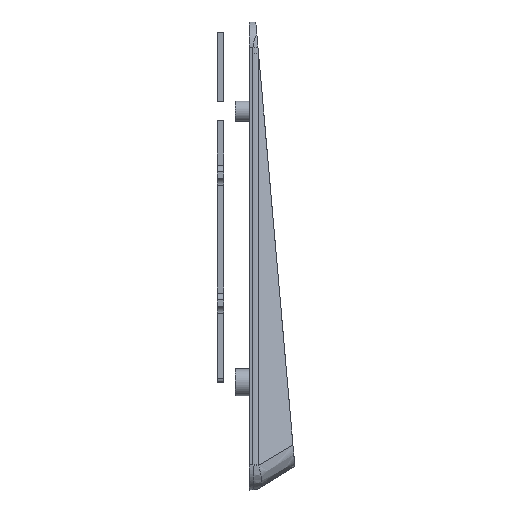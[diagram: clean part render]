
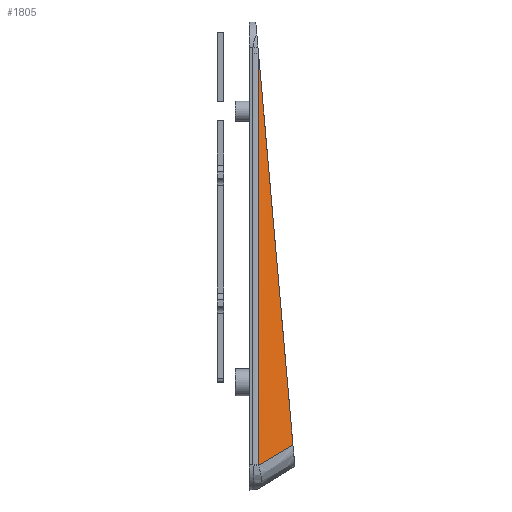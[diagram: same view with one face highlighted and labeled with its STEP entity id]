
A CAD part, left-side view. The second image highlights one B-rep face of the part: STEP entity #1805.
In plain terms, the highlighted cylindrical face has radius 200 mm (diameter 400 mm), a partial arc.
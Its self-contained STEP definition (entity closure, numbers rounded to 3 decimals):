
#24=ELLIPSE('',#1914,2283.973,200.);
#43=B_SPLINE_CURVE_WITH_KNOTS('',3,(#3223,#3224,#3225,#3226),
 .UNSPECIFIED.,.F.,.F.,(4,4),(5.053,6.302),
 .UNSPECIFIED.);
#45=B_SPLINE_CURVE_WITH_KNOTS('',3,(#3248,#3249,#3250,#3251),
 .UNSPECIFIED.,.F.,.F.,(4,4),(3.659,3.678),
 .UNSPECIFIED.);
#157=CYLINDRICAL_SURFACE('',#1965,200.);
#229=FACE_OUTER_BOUND('',#353,.T.);
#353=EDGE_LOOP('',(#1430,#1431,#1432,#1433));
#472=LINE('',#3259,#619);
#619=VECTOR('',#2274,10.);
#811=VERTEX_POINT('',#2707);
#821=VERTEX_POINT('',#2763);
#867=VERTEX_POINT('',#3185);
#871=VERTEX_POINT('',#3247);
#999=EDGE_CURVE('',#821,#811,#24,.T.);
#1072=EDGE_CURVE('',#811,#867,#43,.T.);
#1074=EDGE_CURVE('',#867,#871,#45,.T.);
#1077=EDGE_CURVE('',#871,#821,#472,.T.);
#1430=ORIENTED_EDGE('',*,*,#1072,.F.);
#1431=ORIENTED_EDGE('',*,*,#999,.F.);
#1432=ORIENTED_EDGE('',*,*,#1077,.F.);
#1433=ORIENTED_EDGE('',*,*,#1074,.F.);
#1805=ADVANCED_FACE('',(#229),#157,.T.);
#1914=AXIS2_PLACEMENT_3D('',#2765,#2131,#2132);
#1965=AXIS2_PLACEMENT_3D('',#3258,#2272,#2273);
#2131=DIRECTION('center_axis',(0.,-0.996,0.088));
#2132=DIRECTION('ref_axis',(0.,-0.088,-0.996));
#2272=DIRECTION('center_axis',(0.,0.,-1.));
#2273=DIRECTION('ref_axis',(-0.912,-0.409,0.));
#2274=DIRECTION('',(0.,0.,1.));
#2707=CARTESIAN_POINT('',(-40.647,-16.019,-56.173));
#2763=CARTESIAN_POINT('',(-45.643,-5.792,60.162));
#2765=CARTESIAN_POINT('Origin',(136.488,76.842,1000.205));
#3185=CARTESIAN_POINT('',(-45.637,-5.805,-62.195));
#3223=CARTESIAN_POINT('Ctrl Pts',(-40.647,-16.019,-56.173));
#3224=CARTESIAN_POINT('Ctrl Pts',(-42.385,-12.704,-58.262));
#3225=CARTESIAN_POINT('Ctrl Pts',(-44.052,-9.298,-60.272));
#3226=CARTESIAN_POINT('Ctrl Pts',(-45.637,-5.805,-62.195));
#3247=CARTESIAN_POINT('',(-45.643,-5.792,-62.));
#3248=CARTESIAN_POINT('Ctrl Pts',(-45.637,-5.805,-62.195));
#3249=CARTESIAN_POINT('Ctrl Pts',(-45.641,-5.796,-62.13));
#3250=CARTESIAN_POINT('Ctrl Pts',(-45.643,-5.792,-62.065));
#3251=CARTESIAN_POINT('Ctrl Pts',(-45.643,-5.792,-62.));
#3258=CARTESIAN_POINT('Origin',(136.488,76.842,69.5));
#3259=CARTESIAN_POINT('',(-45.643,-5.792,69.5));
